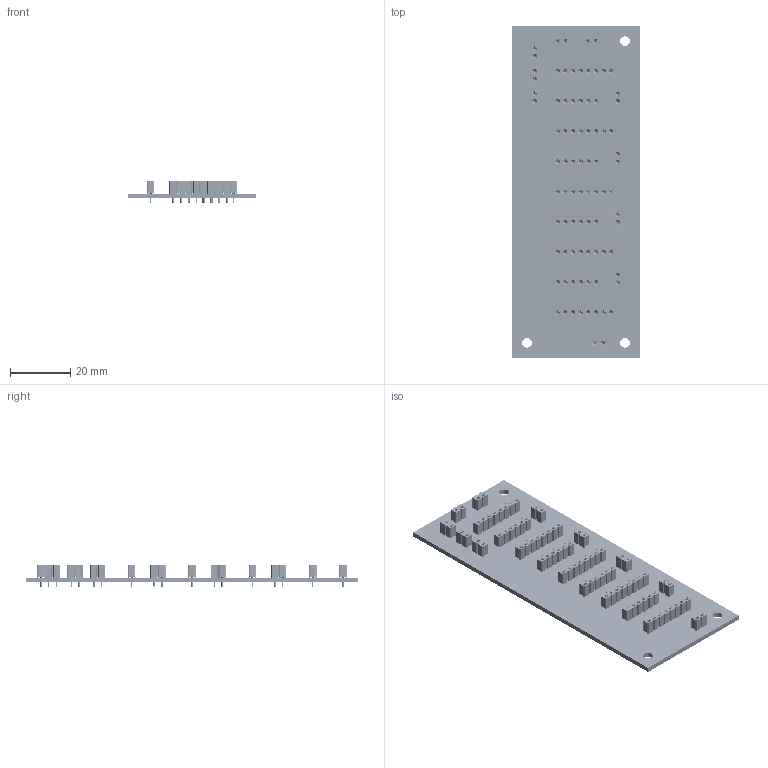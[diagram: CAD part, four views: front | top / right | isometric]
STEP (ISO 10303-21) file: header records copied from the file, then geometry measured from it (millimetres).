
FILE_DESCRIPTION(('PCB Model'),'2;1');
FILE_NAME('Graduation project MIR Power managment PCB.STEP','2023-06-10T17:13:44',('moham'),( 'Unspecified'),'Open CASCADE STEP processor 6.8','Proteus','Unknown' );
FILE_SCHEMA(('AUTOMOTIVE_DESIGN { 1 0 10303 214 1 1 1 1 }'));
Length unit declared in the file: millimetre
Products named in the file (43): Open CASCADE STEP translator 6.8 1; Layer_1; J5; Open CASCADE STEP translator 6.8 1.2.1; Body_1; J6; Open CASCADE STEP translator 6.8 1.3.1; J8; Open CASCADE STEP translator 6.8 1.4.1; J9; Open CASCADE STEP translator 6.8 1.5.1; J11; Open CASCADE STEP translator 6.8 1.6.1; J1; Open CASCADE STEP translator 6.8 1.7.1; J2; Open CASCADE STEP translator 6.8 1.8.1; J3; Open CASCADE STEP translator 6.8 1.9.1; J4; Open CASCADE STEP translator 6.8 1.10.1; J7; Open CASCADE STEP translator 6.8 1.11.1; J10; Open CASCADE STEP translator 6.8 1.12.1; J12; Open CASCADE STEP translator 6.8 1.13.1; J13; Open CASCADE STEP translator 6.8 1.14.1; J22; Open CASCADE STEP translator 6.8 1.15.1; J14; Open CASCADE STEP translator 6.8 1.16.1; J15; Open CASCADE STEP translator 6.8 1.17.1; J16; Open CASCADE STEP translator 6.8 1.18.1; J17; Open CASCADE STEP translator 6.8 1.19.1; J18 ...
Assembly tree (58 placements, depth 4):
  Open CASCADE STEP translator 6.8 1
    Layer_1
    J5
      Open CASCADE STEP translator 6.8 1.2.1
        Body_1
    J6
      Open CASCADE STEP translator 6.8 1.3.1
        Body_1
    J8
      Open CASCADE STEP translator 6.8 1.4.1
        Body_1
    J9
      Open CASCADE STEP translator 6.8 1.5.1
        Body_1
    J11
      Open CASCADE STEP translator 6.8 1.6.1
        Body_1
    J1
      Open CASCADE STEP translator 6.8 1.7.1
        Body_1
    J2
      Open CASCADE STEP translator 6.8 1.8.1
        Body_1
    J3
      Open CASCADE STEP translator 6.8 1.9.1
        Body_1
    J4
      Open CASCADE STEP translator 6.8 1.10.1
        Body_1
    J7
      Open CASCADE STEP translator 6.8 1.11.1
        Body_1
    J10
      Open CASCADE STEP translator 6.8 1.12.1
        Body_1
    J12
      Open CASCADE STEP translator 6.8 1.13.1
        Body_1
    J13
      Open CASCADE STEP translator 6.8 1.14.1
        Body_1
    J22
      Open CASCADE STEP translator 6.8 1.15.1
        Body_1
    J14
      Open CASCADE STEP translator 6.8 1.16.1
        Body_1
    J15
      Open CASCADE STEP translator 6.8 1.17.1
        Body_1
    J16
      Open CASCADE STEP translator 6.8 1.18.1
        Body_1
    J17
      Open CASCADE STEP translator 6.8 1.19.1
        Body_1
    J18
      Open CASCADE STEP translator 6.8 1.20.1
        Body_1
Bounding box: 42.5 x 110 x 7.37 mm (x, y, z)
Volume: 9216 mm3; surface area: 15604.2 mm2
Topology: 20 solids, 20 shells, 3998 faces, 9606 edges, 5648 vertices
Faces by surface type: cone 1680, plane 1220, cylinder 846, torus 168, sphere 84
Entity records: 34863 total; most frequent: DIRECTION 5093, CARTESIAN_POINT 4614, ORIENTED_EDGE 4396, EDGE_CURVE 2198, AXIS2_PLACEMENT_3D 2017, VERTEX_POINT 1364, FACE_BOUND 1144, EDGE_LOOP 1144
